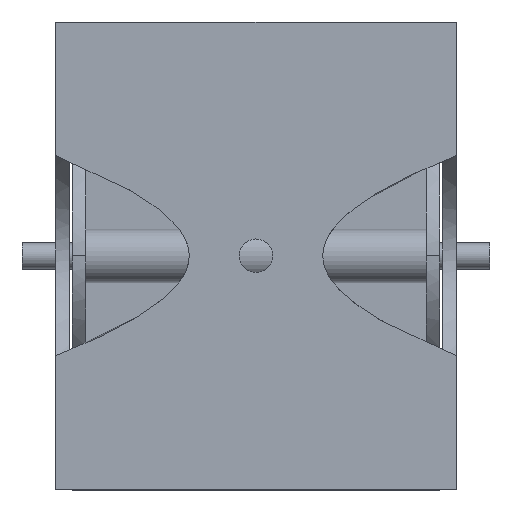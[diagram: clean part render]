
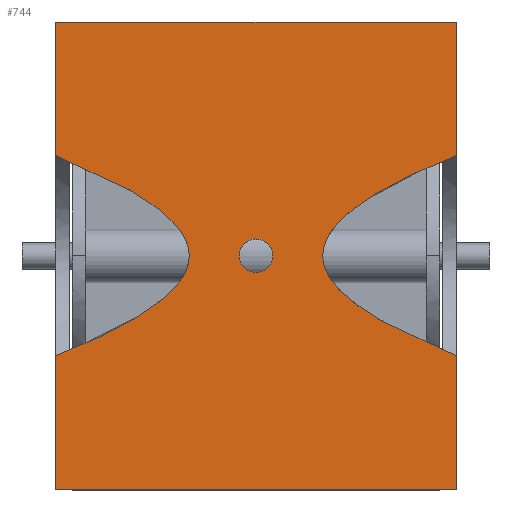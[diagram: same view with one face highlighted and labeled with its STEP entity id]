
A CAD part, top view. The second image highlights one B-rep face of the part: STEP entity #744.
In plain terms, the highlighted planar face has unit normal (0, 0, 1).
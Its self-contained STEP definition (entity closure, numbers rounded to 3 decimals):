
#44=FACE_BOUND('',#279,.T.);
#54=(
BOUNDED_CURVE()
B_SPLINE_CURVE(5,(#1663,#1664,#1665,#1666,#1667,#1668,#1669,#1670,#1671,
#1672,#1673,#1674,#1675,#1676,#1677),.UNSPECIFIED.,.F.,.F.)
B_SPLINE_CURVE_WITH_KNOTS((6,1,1,1,1,1,1,1,1,1,6),(0.,0.1,0.2,0.3,0.4,0.5,
0.6,0.7,0.8,0.9,1.),.UNSPECIFIED.)
CURVE()
GEOMETRIC_REPRESENTATION_ITEM()
RATIONAL_B_SPLINE_CURVE((1.,1.,1.,1.,1.,1.,1.,1.,1.,1.,1.,1.,1.,1.,1.))
REPRESENTATION_ITEM('')
);
#59=(
BOUNDED_CURVE()
B_SPLINE_CURVE(5,(#2017,#2018,#2019,#2020,#2021,#2022,#2023,#2024,#2025,
#2026,#2027,#2028,#2029,#2030,#2031),.UNSPECIFIED.,.F.,.F.)
B_SPLINE_CURVE_WITH_KNOTS((6,1,1,1,1,1,1,1,1,1,6),(-1.,-0.9,-0.8,-0.7,-0.6,
-0.5,-0.4,-0.3,-0.2,-0.1,0.),.UNSPECIFIED.)
CURVE()
GEOMETRIC_REPRESENTATION_ITEM()
RATIONAL_B_SPLINE_CURVE((1.,1.,1.,1.,1.,1.,1.,1.,1.,1.,1.,1.,1.,1.,1.))
REPRESENTATION_ITEM('')
);
#99=LINE('',#1496,#156);
#102=LINE('',#1629,#159);
#107=LINE('',#1850,#164);
#110=LINE('',#1983,#167);
#112=LINE('',#2076,#169);
#113=LINE('',#2077,#170);
#156=VECTOR('',#911,10.);
#159=VECTOR('',#914,10.);
#164=VECTOR('',#923,10.);
#167=VECTOR('',#926,10.);
#169=VECTOR('',#932,10.);
#170=VECTOR('',#933,10.);
#227=FACE_OUTER_BOUND('',#278,.T.);
#278=EDGE_LOOP('',(#616,#617,#618,#619,#620,#621,#622,#623));
#279=EDGE_LOOP('',(#624));
#309=CIRCLE('',#808,2.5);
#345=VERTEX_POINT('',#1493);
#346=VERTEX_POINT('',#1495);
#350=VERTEX_POINT('',#1626);
#351=VERTEX_POINT('',#1628);
#359=VERTEX_POINT('',#1847);
#360=VERTEX_POINT('',#1849);
#364=VERTEX_POINT('',#1980);
#365=VERTEX_POINT('',#1982);
#371=VERTEX_POINT('',#2078);
#430=EDGE_CURVE('',#346,#345,#99,.T.);
#435=EDGE_CURVE('',#351,#350,#102,.T.);
#438=EDGE_CURVE('',#345,#351,#54,.T.);
#447=EDGE_CURVE('',#360,#359,#107,.T.);
#452=EDGE_CURVE('',#365,#364,#110,.T.);
#455=EDGE_CURVE('',#359,#365,#59,.T.);
#461=EDGE_CURVE('',#350,#360,#112,.T.);
#462=EDGE_CURVE('',#364,#346,#113,.T.);
#463=EDGE_CURVE('',#371,#371,#309,.T.);
#616=ORIENTED_EDGE('',*,*,#438,.T.);
#617=ORIENTED_EDGE('',*,*,#435,.T.);
#618=ORIENTED_EDGE('',*,*,#461,.T.);
#619=ORIENTED_EDGE('',*,*,#447,.T.);
#620=ORIENTED_EDGE('',*,*,#455,.T.);
#621=ORIENTED_EDGE('',*,*,#452,.T.);
#622=ORIENTED_EDGE('',*,*,#462,.T.);
#623=ORIENTED_EDGE('',*,*,#430,.T.);
#624=ORIENTED_EDGE('',*,*,#463,.T.);
#710=PLANE('',#807);
#744=ADVANCED_FACE('',(#227,#44),#710,.T.);
#807=AXIS2_PLACEMENT_3D('',#2075,#930,#931);
#808=AXIS2_PLACEMENT_3D('',#2079,#934,#935);
#911=DIRECTION('',(0.,-1.,0.));
#914=DIRECTION('',(0.,-1.,0.));
#923=DIRECTION('',(0.,1.,0.));
#926=DIRECTION('',(0.,1.,0.));
#930=DIRECTION('center_axis',(0.,0.,1.));
#931=DIRECTION('ref_axis',(1.,0.,0.));
#932=DIRECTION('',(1.,0.,0.));
#933=DIRECTION('',(-1.,0.,0.));
#934=DIRECTION('center_axis',(0.,0.,-1.));
#935=DIRECTION('ref_axis',(-1.,0.,0.));
#1493=CARTESIAN_POINT('',(0.,50.,54.));
#1495=CARTESIAN_POINT('',(0.,70.,54.));
#1496=CARTESIAN_POINT('',(0.,70.,54.));
#1626=CARTESIAN_POINT('',(0.,0.,54.));
#1628=CARTESIAN_POINT('',(0.,20.,54.));
#1629=CARTESIAN_POINT('',(0.,70.,54.));
#1663=CARTESIAN_POINT('Ctrl Pts',(0.,50.,54.));
#1664=CARTESIAN_POINT('Ctrl Pts',(1.517,49.4,54.));
#1665=CARTESIAN_POINT('Ctrl Pts',(4.418,48.2,54.));
#1666=CARTESIAN_POINT('Ctrl Pts',(8.373,46.4,54.));
#1667=CARTESIAN_POINT('Ctrl Pts',(12.838,44.,54.));
#1668=CARTESIAN_POINT('Ctrl Pts',(16.981,41.,54.));
#1669=CARTESIAN_POINT('Ctrl Pts',(19.558,38.,54.));
#1670=CARTESIAN_POINT('Ctrl Pts',(20.44,35.,54.));
#1671=CARTESIAN_POINT('Ctrl Pts',(19.558,32.,54.));
#1672=CARTESIAN_POINT('Ctrl Pts',(16.981,29.,54.));
#1673=CARTESIAN_POINT('Ctrl Pts',(12.838,26.,54.));
#1674=CARTESIAN_POINT('Ctrl Pts',(8.373,23.6,54.));
#1675=CARTESIAN_POINT('Ctrl Pts',(4.418,21.8,54.));
#1676=CARTESIAN_POINT('Ctrl Pts',(1.517,20.6,54.));
#1677=CARTESIAN_POINT('Ctrl Pts',(0.,20.,54.));
#1847=CARTESIAN_POINT('',(60.,20.,54.));
#1849=CARTESIAN_POINT('',(60.,0.,54.));
#1850=CARTESIAN_POINT('',(60.,0.,54.));
#1980=CARTESIAN_POINT('',(60.,70.,54.));
#1982=CARTESIAN_POINT('',(60.,50.,54.));
#1983=CARTESIAN_POINT('',(60.,0.,54.));
#2017=CARTESIAN_POINT('Ctrl Pts',(60.,20.,54.));
#2018=CARTESIAN_POINT('Ctrl Pts',(58.483,20.6,54.));
#2019=CARTESIAN_POINT('Ctrl Pts',(55.582,21.8,54.));
#2020=CARTESIAN_POINT('Ctrl Pts',(51.627,23.6,54.));
#2021=CARTESIAN_POINT('Ctrl Pts',(47.162,26.,54.));
#2022=CARTESIAN_POINT('Ctrl Pts',(43.019,29.,54.));
#2023=CARTESIAN_POINT('Ctrl Pts',(40.442,32.,54.));
#2024=CARTESIAN_POINT('Ctrl Pts',(39.56,35.,54.));
#2025=CARTESIAN_POINT('Ctrl Pts',(40.442,38.,54.));
#2026=CARTESIAN_POINT('Ctrl Pts',(43.019,41.,54.));
#2027=CARTESIAN_POINT('Ctrl Pts',(47.162,44.,54.));
#2028=CARTESIAN_POINT('Ctrl Pts',(51.627,46.4,54.));
#2029=CARTESIAN_POINT('Ctrl Pts',(55.582,48.2,54.));
#2030=CARTESIAN_POINT('Ctrl Pts',(58.483,49.4,54.));
#2031=CARTESIAN_POINT('Ctrl Pts',(60.,50.,54.));
#2075=CARTESIAN_POINT('Origin',(30.,35.,54.));
#2076=CARTESIAN_POINT('',(0.,0.,54.));
#2077=CARTESIAN_POINT('',(60.,70.,54.));
#2078=CARTESIAN_POINT('',(32.5,35.,54.));
#2079=CARTESIAN_POINT('Origin',(30.,35.,54.));
